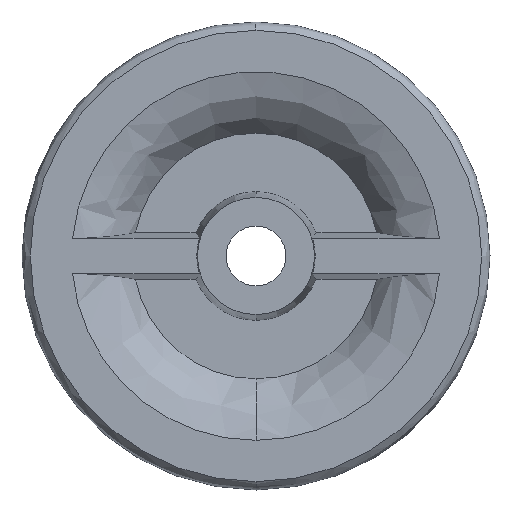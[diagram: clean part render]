
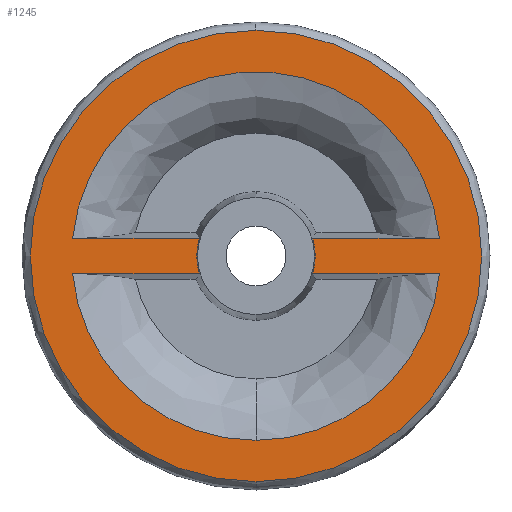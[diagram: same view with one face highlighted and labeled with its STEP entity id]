
A CAD part, left-side view. The second image highlights one B-rep face of the part: STEP entity #1245.
In plain terms, the highlighted planar face has unit normal (-1, 0, 0).
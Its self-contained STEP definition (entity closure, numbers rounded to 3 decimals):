
#40 = CARTESIAN_POINT ( 'NONE',  ( -5.75, -20.002, 1.5 ) ) ;
#44 = VERTEX_POINT ( 'NONE', #933 ) ;
#58 = CIRCLE ( 'NONE', #1040, 19.286 ) ;
#101 = VERTEX_POINT ( 'NONE', #794 ) ;
#133 = DIRECTION ( 'NONE',  ( 0., 0., -1. ) ) ;
#144 = CARTESIAN_POINT ( 'NONE',  ( -5.75, 0., 0. ) ) ;
#148 = CARTESIAN_POINT ( 'NONE',  ( -5.75, 15.678, -1.5 ) ) ;
#149 = EDGE_CURVE ( 'NONE', #1260, #1213, #1899, .T. ) ;
#227 = EDGE_CURVE ( 'NONE', #44, #1914, #513, .T. ) ;
#300 = EDGE_CURVE ( 'NONE', #1417, #1983, #2005, .T. ) ;
#306 = AXIS2_PLACEMENT_3D ( 'NONE', #1544, #1194, #1555 ) ;
#307 = AXIS2_PLACEMENT_3D ( 'NONE', #617, #1293, #1647 ) ;
#357 = ORIENTED_EDGE ( 'NONE', *, *, #1373, .F. ) ;
#368 = DIRECTION ( 'NONE',  ( -1., 0., 0. ) ) ;
#383 = CARTESIAN_POINT ( 'NONE',  ( -5.75, -4.831, 1.5 ) ) ;
#506 = DIRECTION ( 'NONE',  ( 0., -1., 0. ) ) ;
#513 = CIRCLE ( 'NONE', #306, 5.059 ) ;
#526 = ORIENTED_EDGE ( 'NONE', *, *, #2102, .F. ) ;
#533 = CARTESIAN_POINT ( 'NONE',  ( -5.75, 0., 0. ) ) ;
#557 = DIRECTION ( 'NONE',  ( 0., 1., 0. ) ) ;
#569 = LINE ( 'NONE', #1435, #1238 ) ;
#617 = CARTESIAN_POINT ( 'NONE',  ( -5.75, 0., 0. ) ) ;
#654 = CARTESIAN_POINT ( 'NONE',  ( -5.75, -20.002, 1.5 ) ) ;
#662 = FACE_OUTER_BOUND ( 'NONE', #1263, .T. ) ;
#675 = DIRECTION ( 'NONE',  ( 1., 0., 0. ) ) ;
#698 = EDGE_CURVE ( 'NONE', #1801, #44, #569, .T. ) ;
#732 = CIRCLE ( 'NONE', #1036, 19.286 ) ;
#749 = CARTESIAN_POINT ( 'NONE',  ( -5.75, 0., 0. ) ) ;
#768 = EDGE_LOOP ( 'NONE', ( #1951, #1441, #1909, #526, #2127, #1065, #1638, #1595, #1442 ) ) ;
#773 = CARTESIAN_POINT ( 'NONE',  ( -5.75, 15.678, 1.5 ) ) ;
#794 = CARTESIAN_POINT ( 'NONE',  ( -5.75, 0., -19.286 ) ) ;
#880 = AXIS2_PLACEMENT_3D ( 'NONE', #144, #2008, #2034 ) ;
#886 = CIRCLE ( 'NONE', #1311, 15.75 ) ;
#922 = CARTESIAN_POINT ( 'NONE',  ( -5.75, 0., 0. ) ) ;
#933 = CARTESIAN_POINT ( 'NONE',  ( -5.75, -4.831, -1.5 ) ) ;
#936 = VERTEX_POINT ( 'NONE', #1704 ) ;
#951 = EDGE_CURVE ( 'NONE', #1789, #1417, #2105, .T. ) ;
#966 = AXIS2_PLACEMENT_3D ( 'NONE', #654, #675, #2065 ) ;
#1026 = EDGE_CURVE ( 'NONE', #1914, #1260, #2158, .T. ) ;
#1036 = AXIS2_PLACEMENT_3D ( 'NONE', #1257, #1682, #133 ) ;
#1040 = AXIS2_PLACEMENT_3D ( 'NONE', #749, #1987, #1433 ) ;
#1061 = DIRECTION ( 'NONE',  ( 0., 0., -1. ) ) ;
#1065 = ORIENTED_EDGE ( 'NONE', *, *, #1026, .F. ) ;
#1089 = DIRECTION ( 'NONE',  ( 0., -1., 0. ) ) ;
#1107 = DIRECTION ( 'NONE',  ( 0., 1., 0. ) ) ;
#1194 = DIRECTION ( 'NONE',  ( -1., 0., 0. ) ) ;
#1208 = AXIS2_PLACEMENT_3D ( 'NONE', #922, #1230, #1927 ) ;
#1213 = VERTEX_POINT ( 'NONE', #773 ) ;
#1230 = DIRECTION ( 'NONE',  ( -1., 0., 0. ) ) ;
#1238 = VECTOR ( 'NONE', #557, 1000. ) ;
#1245 = ADVANCED_FACE ( 'NONE', ( #662, #2058 ), #1876, .F. ) ;
#1257 = CARTESIAN_POINT ( 'NONE',  ( -5.75, 0., 0. ) ) ;
#1260 = VERTEX_POINT ( 'NONE', #1887 ) ;
#1263 = EDGE_LOOP ( 'NONE', ( #1432, #357 ) ) ;
#1293 = DIRECTION ( 'NONE',  ( -1., 0., 0. ) ) ;
#1311 = AXIS2_PLACEMENT_3D ( 'NONE', #533, #368, #1061 ) ;
#1363 = EDGE_CURVE ( 'NONE', #936, #1789, #2229, .T. ) ;
#1373 = EDGE_CURVE ( 'NONE', #1948, #101, #732, .T. ) ;
#1417 = VERTEX_POINT ( 'NONE', #148 ) ;
#1421 = VECTOR ( 'NONE', #506, 1000. ) ;
#1432 = ORIENTED_EDGE ( 'NONE', *, *, #1667, .F. ) ;
#1433 = DIRECTION ( 'NONE',  ( 0., 0., -1. ) ) ;
#1435 = CARTESIAN_POINT ( 'NONE',  ( -5.75, -20.002, -1.5 ) ) ;
#1441 = ORIENTED_EDGE ( 'NONE', *, *, #951, .F. ) ;
#1442 = ORIENTED_EDGE ( 'NONE', *, *, #1636, .F. ) ;
#1504 = CARTESIAN_POINT ( 'NONE',  ( -5.75, 4.831, -1.5 ) ) ;
#1540 = CARTESIAN_POINT ( 'NONE',  ( -5.75, 0., 19.286 ) ) ;
#1544 = CARTESIAN_POINT ( 'NONE',  ( -5.75, 0., 0. ) ) ;
#1555 = DIRECTION ( 'NONE',  ( 0., 0., -1. ) ) ;
#1595 = ORIENTED_EDGE ( 'NONE', *, *, #698, .F. ) ;
#1636 = EDGE_CURVE ( 'NONE', #1983, #1801, #886, .T. ) ;
#1638 = ORIENTED_EDGE ( 'NONE', *, *, #227, .F. ) ;
#1647 = DIRECTION ( 'NONE',  ( 0., 0., -1. ) ) ;
#1667 = EDGE_CURVE ( 'NONE', #101, #1948, #58, .T. ) ;
#1682 = DIRECTION ( 'NONE',  ( 1., 0., 0. ) ) ;
#1704 = CARTESIAN_POINT ( 'NONE',  ( -5.75, 4.831, 1.5 ) ) ;
#1734 = LINE ( 'NONE', #2091, #1421 ) ;
#1789 = VERTEX_POINT ( 'NONE', #1504 ) ;
#1801 = VERTEX_POINT ( 'NONE', #2219 ) ;
#1802 = CARTESIAN_POINT ( 'NONE',  ( -5.75, 20.002, -1.5 ) ) ;
#1876 = PLANE ( 'NONE',  #966 ) ;
#1887 = CARTESIAN_POINT ( 'NONE',  ( -5.75, -15.678, 1.5 ) ) ;
#1899 = CIRCLE ( 'NONE', #880, 15.75 ) ;
#1909 = ORIENTED_EDGE ( 'NONE', *, *, #1363, .F. ) ;
#1914 = VERTEX_POINT ( 'NONE', #383 ) ;
#1927 = DIRECTION ( 'NONE',  ( 0., 0., -1. ) ) ;
#1948 = VERTEX_POINT ( 'NONE', #1540 ) ;
#1951 = ORIENTED_EDGE ( 'NONE', *, *, #300, .F. ) ;
#1983 = VERTEX_POINT ( 'NONE', #2086 ) ;
#1987 = DIRECTION ( 'NONE',  ( 1., 0., 0. ) ) ;
#2005 = CIRCLE ( 'NONE', #307, 15.75 ) ;
#2008 = DIRECTION ( 'NONE',  ( -1., 0., 0. ) ) ;
#2034 = DIRECTION ( 'NONE',  ( 0., 0., -1. ) ) ;
#2058 = FACE_BOUND ( 'NONE', #768, .T. ) ;
#2065 = DIRECTION ( 'NONE',  ( 0., 0., -1. ) ) ;
#2075 = VECTOR ( 'NONE', #1107, 1000. ) ;
#2086 = CARTESIAN_POINT ( 'NONE',  ( -5.75, 0., -15.75 ) ) ;
#2091 = CARTESIAN_POINT ( 'NONE',  ( -5.75, 20.002, 1.5 ) ) ;
#2102 = EDGE_CURVE ( 'NONE', #1213, #936, #1734, .T. ) ;
#2105 = LINE ( 'NONE', #1802, #2075 ) ;
#2127 = ORIENTED_EDGE ( 'NONE', *, *, #149, .F. ) ;
#2158 = LINE ( 'NONE', #40, #2225 ) ;
#2219 = CARTESIAN_POINT ( 'NONE',  ( -5.75, -15.678, -1.5 ) ) ;
#2225 = VECTOR ( 'NONE', #1089, 1000. ) ;
#2229 = CIRCLE ( 'NONE', #1208, 5.059 ) ;
